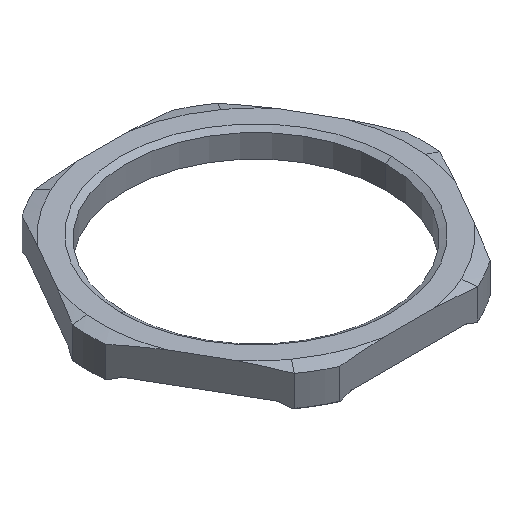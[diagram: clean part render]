
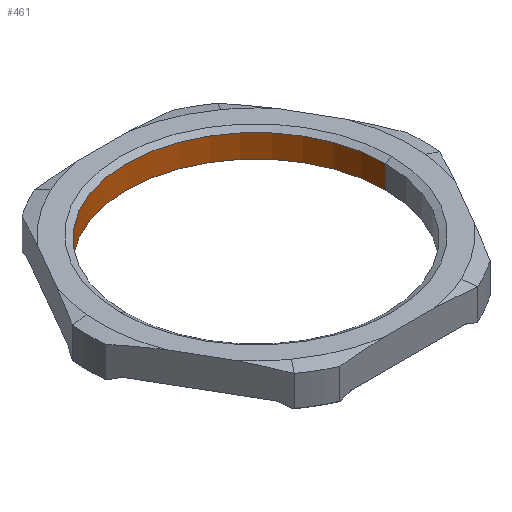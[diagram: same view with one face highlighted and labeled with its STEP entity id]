
A CAD part, isometric view. The second image highlights one B-rep face of the part: STEP entity #461.
In plain terms, the highlighted cylindrical face has radius 15.263 mm (diameter 30.526 mm), a partial arc.
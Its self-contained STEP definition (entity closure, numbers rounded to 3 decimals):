
#7 = CARTESIAN_POINT ( 'NONE',  ( 15.263, 0., 0.898 ) ) ;
#29 = DIRECTION ( 'NONE',  ( 0., 0., 1. ) ) ;
#39 = ORIENTED_EDGE ( 'NONE', *, *, #715, .F. ) ;
#144 = DIRECTION ( 'NONE',  ( 0., 0., -1. ) ) ;
#269 = ORIENTED_EDGE ( 'NONE', *, *, #355, .T. ) ;
#278 = AXIS2_PLACEMENT_3D ( 'NONE', #1324, #144, #835 ) ;
#322 = VECTOR ( 'NONE', #1278, 1000. ) ;
#334 = EDGE_CURVE ( 'NONE', #1124, #787, #847, .T. ) ;
#355 = EDGE_CURVE ( 'NONE', #1124, #1020, #1441, .T. ) ;
#385 = CYLINDRICAL_SURFACE ( 'NONE', #644, 15.263 ) ;
#461 = ADVANCED_FACE ( 'NONE', ( #986 ), #385, .F. ) ;
#465 = ORIENTED_EDGE ( 'NONE', *, *, #770, .F. ) ;
#571 = LINE ( 'NONE', #808, #322 ) ;
#572 = AXIS2_PLACEMENT_3D ( 'NONE', #840, #1201, #616 ) ;
#582 = VERTEX_POINT ( 'NONE', #1489 ) ;
#616 = DIRECTION ( 'NONE',  ( -1., 0., 0. ) ) ;
#620 = CARTESIAN_POINT ( 'NONE',  ( -15.263, 0., 0.898 ) ) ;
#644 = AXIS2_PLACEMENT_3D ( 'NONE', #755, #29, #965 ) ;
#715 = EDGE_CURVE ( 'NONE', #787, #582, #571, .T. ) ;
#742 = DIRECTION ( 'NONE',  ( 0., 0., 1. ) ) ;
#755 = CARTESIAN_POINT ( 'NONE',  ( 0., 0., 0. ) ) ;
#770 = EDGE_CURVE ( 'NONE', #582, #1020, #1081, .T. ) ;
#787 = VERTEX_POINT ( 'NONE', #620 ) ;
#808 = CARTESIAN_POINT ( 'NONE',  ( -15.263, 0., 0. ) ) ;
#835 = DIRECTION ( 'NONE',  ( -1., 0., 0. ) ) ;
#840 = CARTESIAN_POINT ( 'NONE',  ( 0., 0., 0.898 ) ) ;
#847 = CIRCLE ( 'NONE', #572, 15.263 ) ;
#870 = CARTESIAN_POINT ( 'NONE',  ( 15.263, 0., 0. ) ) ;
#940 = EDGE_LOOP ( 'NONE', ( #1348, #269, #465, #39 ) ) ;
#965 = DIRECTION ( 'NONE',  ( -1., 0., 0. ) ) ;
#986 = FACE_OUTER_BOUND ( 'NONE', #940, .T. ) ;
#1020 = VERTEX_POINT ( 'NONE', #1457 ) ;
#1081 = CIRCLE ( 'NONE', #278, 15.263 ) ;
#1124 = VERTEX_POINT ( 'NONE', #7 ) ;
#1201 = DIRECTION ( 'NONE',  ( 0., 0., 1. ) ) ;
#1278 = DIRECTION ( 'NONE',  ( 0., 0., 1. ) ) ;
#1324 = CARTESIAN_POINT ( 'NONE',  ( 0., 0., 3.602 ) ) ;
#1348 = ORIENTED_EDGE ( 'NONE', *, *, #334, .F. ) ;
#1436 = VECTOR ( 'NONE', #742, 1000. ) ;
#1441 = LINE ( 'NONE', #870, #1436 ) ;
#1457 = CARTESIAN_POINT ( 'NONE',  ( 15.263, 0., 3.602 ) ) ;
#1489 = CARTESIAN_POINT ( 'NONE',  ( -15.263, 0., 3.602 ) ) ;
